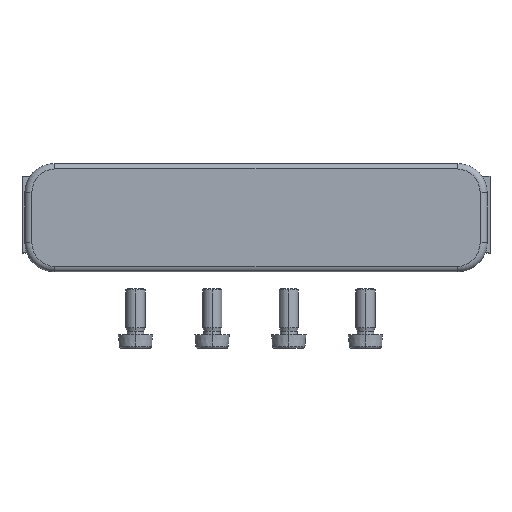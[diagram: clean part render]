
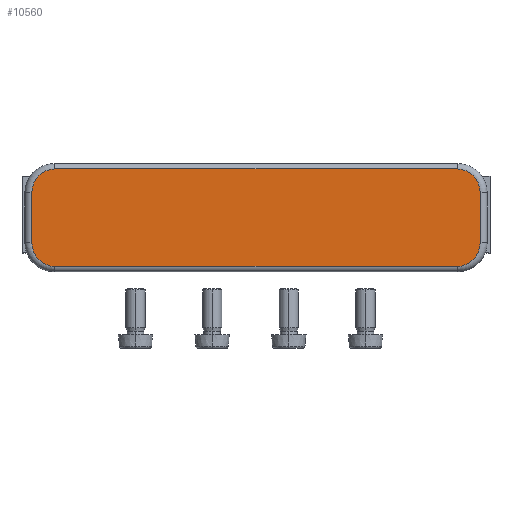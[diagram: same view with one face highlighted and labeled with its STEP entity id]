
A CAD part, top view. The second image highlights one B-rep face of the part: STEP entity #10560.
In plain terms, the highlighted planar face has unit normal (0, 0, 1).
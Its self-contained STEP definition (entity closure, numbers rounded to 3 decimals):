
#8540=CARTESIAN_POINT('',(29.225,1.25,3.5));
#8550=VERTEX_POINT('',#8540);
#8630=CARTESIAN_POINT('',(26.225,-1.75,3.5));
#8640=VERTEX_POINT('',#8630);
#8670=CARTESIAN_POINT('',(26.225,1.25,3.5));
#8680=DIRECTION('',(0.,0.,-1.));
#8690=DIRECTION('',(1.,0.,0.));
#8700=AXIS2_PLACEMENT_3D('',#8670,#8680,#8690);
#8710=CIRCLE('',#8700,3.);
#8720=EDGE_CURVE('',#8550,#8640,#8710,.T.);
#8880=CARTESIAN_POINT('',(-26.225,-1.75,3.5));
#8890=VERTEX_POINT('',#8880);
#8920=CARTESIAN_POINT('',(26.225,-1.75,3.5));
#8930=DIRECTION('',(-1.,0.,0.));
#8940=VECTOR('',#8930,10.);
#8950=LINE('',#8920,#8940);
#8960=EDGE_CURVE('',#8640,#8890,#8950,.T.);
#9120=CARTESIAN_POINT('',(-29.225,1.25,3.5));
#9130=VERTEX_POINT('',#9120);
#9160=CARTESIAN_POINT('',(-26.225,1.25,3.5));
#9170=DIRECTION('',(0.,0.,-1.));
#9180=DIRECTION('',(1.,0.,0.));
#9190=AXIS2_PLACEMENT_3D('',#9160,#9170,#9180);
#9200=CIRCLE('',#9190,3.);
#9210=EDGE_CURVE('',#8890,#9130,#9200,.T.);
#9370=CARTESIAN_POINT('',(-29.225,7.95,3.5));
#9380=VERTEX_POINT('',#9370);
#9410=CARTESIAN_POINT('',(-29.225,1.25,3.5));
#9420=DIRECTION('',(0.,1.,0.));
#9430=VECTOR('',#9420,10.);
#9440=LINE('',#9410,#9430);
#9450=EDGE_CURVE('',#9130,#9380,#9440,.T.);
#9610=CARTESIAN_POINT('',(-26.225,10.95,3.5));
#9620=VERTEX_POINT('',#9610);
#9650=CARTESIAN_POINT('',(-26.225,7.95,3.5));
#9660=DIRECTION('',(0.,0.,-1.));
#9670=DIRECTION('',(1.,0.,0.));
#9680=AXIS2_PLACEMENT_3D('',#9650,#9660,#9670);
#9690=CIRCLE('',#9680,3.);
#9700=EDGE_CURVE('',#9380,#9620,#9690,.T.);
#9860=CARTESIAN_POINT('',(26.225,10.95,3.5));
#9870=VERTEX_POINT('',#9860);
#9900=CARTESIAN_POINT('',(-26.225,10.95,3.5));
#9910=DIRECTION('',(1.,0.,0.));
#9920=VECTOR('',#9910,10.);
#9930=LINE('',#9900,#9920);
#9940=EDGE_CURVE('',#9620,#9870,#9930,.T.);
#10100=CARTESIAN_POINT('',(29.225,7.95,3.5));
#10110=VERTEX_POINT('',#10100);
#10140=CARTESIAN_POINT('',(26.225,7.95,3.5));
#10150=DIRECTION('',(0.,0.,-1.));
#10160=DIRECTION('',(1.,0.,0.));
#10170=AXIS2_PLACEMENT_3D('',#10140,#10150,#10160);
#10180=CIRCLE('',#10170,3.);
#10190=EDGE_CURVE('',#9870,#10110,#10180,.T.);
#10320=CARTESIAN_POINT('',(29.225,7.95,3.5));
#10330=DIRECTION('',(0.,-1.,0.));
#10340=VECTOR('',#10330,10.);
#10350=LINE('',#10320,#10340);
#10360=EDGE_CURVE('',#10110,#8550,#10350,.T.);
#10410=CARTESIAN_POINT('',(0.,4.6,3.5));
#10420=DIRECTION('',(0.,0.,1.));
#10430=DIRECTION('',(1.,0.,0.));
#10440=AXIS2_PLACEMENT_3D('',#10410,#10420,#10430);
#10450=PLANE('',#10440);
#10460=ORIENTED_EDGE('',*,*,#8960,.F.);
#10470=ORIENTED_EDGE('',*,*,#9210,.F.);
#10480=ORIENTED_EDGE('',*,*,#9450,.F.);
#10490=ORIENTED_EDGE('',*,*,#9700,.F.);
#10500=ORIENTED_EDGE('',*,*,#9940,.F.);
#10510=ORIENTED_EDGE('',*,*,#10190,.F.);
#10520=ORIENTED_EDGE('',*,*,#10360,.F.);
#10530=ORIENTED_EDGE('',*,*,#8720,.F.);
#10540=EDGE_LOOP('',(#10530,#10520,#10510,#10500,#10490,#10480,#10470,
#10460));
#10550=FACE_OUTER_BOUND('',#10540,.T.);
#10560=ADVANCED_FACE('',(#10550),#10450,.T.);
